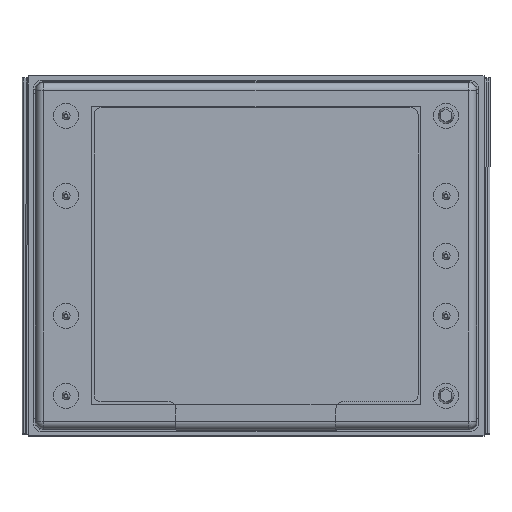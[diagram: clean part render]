
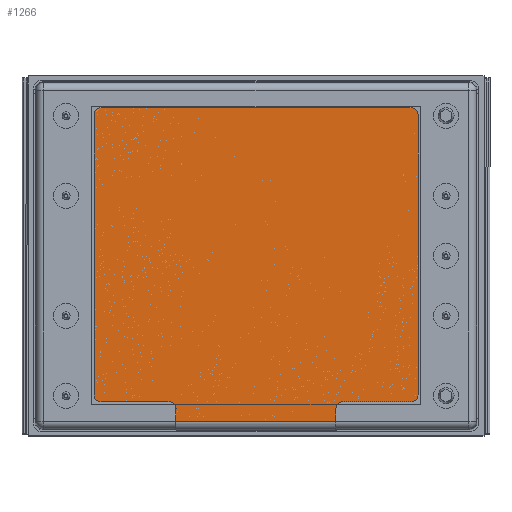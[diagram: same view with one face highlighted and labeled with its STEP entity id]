
A CAD part, top view. The second image highlights one B-rep face of the part: STEP entity #1266.
In plain terms, the highlighted planar face has unit normal (0, 0, 1).
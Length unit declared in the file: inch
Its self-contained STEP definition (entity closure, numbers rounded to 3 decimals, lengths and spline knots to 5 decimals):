
#1205 = ORIENTED_EDGE ( 'NONE', *, *, #1206, .F. ) ;
#1206 = EDGE_CURVE ( 'NONE', #1283, #1284, #7204, .T. ) ;
#1208 = VERTEX_POINT ( 'NONE', #7201 ) ;
#1220 = VERTEX_POINT ( 'NONE', #7220 ) ;
#1248 = EDGE_CURVE ( 'NONE', #1331, #1284, #7313, .T. ) ;
#1252 = EDGE_CURVE ( 'NONE', #1289, #1276, #7259, .T. ) ;
#1253 = EDGE_CURVE ( 'NONE', #1290, #1265, #7262, .T. ) ;
#1254 = EDGE_CURVE ( 'NONE', #1276, #1291, #7315, .T. ) ;
#1255 = VERTEX_POINT ( 'NONE', #7304 ) ;
#1256 = ORIENTED_EDGE ( 'NONE', *, *, #1253, .T. ) ;
#1257 = EDGE_CURVE ( 'NONE', #1291, #1290, #7300, .T. ) ;
#1258 = VERTEX_POINT ( 'NONE', #7295 ) ;
#1259 = ORIENTED_EDGE ( 'NONE', *, *, #1264, .T. ) ;
#1260 = ORIENTED_EDGE ( 'NONE', *, *, #1257, .T. ) ;
#1261 = ORIENTED_EDGE ( 'NONE', *, *, #1332, .T. ) ;
#1262 = VERTEX_POINT ( 'NONE', #7306 ) ;
#1263 = ORIENTED_EDGE ( 'NONE', *, *, #1330, .T. ) ;
#1264 = EDGE_CURVE ( 'NONE', #1265, #1255, #7314, .T. ) ;
#1265 = VERTEX_POINT ( 'NONE', #7092 ) ;
#1266 = ADVANCED_FACE ( 'NONE', ( #7097 ), #7331, .T. ) ;
#1267 = EDGE_CURVE ( 'NONE', #1283, #1220, #7328, .T. ) ;
#1268 = ORIENTED_EDGE ( 'NONE', *, *, #1277, .T. ) ;
#1269 = ORIENTED_EDGE ( 'NONE', *, *, #1274, .T. ) ;
#1270 = ORIENTED_EDGE ( 'NONE', *, *, #1267, .T. ) ;
#1271 = EDGE_CURVE ( 'NONE', #1220, #1208, #7322, .T. ) ;
#1272 = ORIENTED_EDGE ( 'NONE', *, *, #1252, .T. ) ;
#1273 = ORIENTED_EDGE ( 'NONE', *, *, #1271, .T. ) ;
#1274 = EDGE_CURVE ( 'NONE', #1208, #1278, #7363, .T. ) ;
#1275 = ORIENTED_EDGE ( 'NONE', *, *, #1254, .T. ) ;
#1276 = VERTEX_POINT ( 'NONE', #7367 ) ;
#1277 = EDGE_CURVE ( 'NONE', #1278, #1289, #7332, .T. ) ;
#1278 = VERTEX_POINT ( 'NONE', #7321 ) ;
#1283 = VERTEX_POINT ( 'NONE', #7349 ) ;
#1284 = VERTEX_POINT ( 'NONE', #7359 ) ;
#1288 = EDGE_LOOP ( 'NONE', ( #1205, #1270, #1273, #1269, #1268, #1272, #1275, #1260, #1256, #1259, #1263, #1261, #1329, #1333 ) ) ;
#1289 = VERTEX_POINT ( 'NONE', #7344 ) ;
#1290 = VERTEX_POINT ( 'NONE', #7354 ) ;
#1291 = VERTEX_POINT ( 'NONE', #7341 ) ;
#1329 = ORIENTED_EDGE ( 'NONE', *, *, #1334, .T. ) ;
#1330 = EDGE_CURVE ( 'NONE', #1255, #1258, #7490, .T. ) ;
#1331 = VERTEX_POINT ( 'NONE', #7506 ) ;
#1332 = EDGE_CURVE ( 'NONE', #1258, #1262, #7494, .T. ) ;
#1333 = ORIENTED_EDGE ( 'NONE', *, *, #1248, .T. ) ;
#1334 = EDGE_CURVE ( 'NONE', #1262, #1331, #7491, .T. ) ;
#7092 = CARTESIAN_POINT ( 'NONE',  ( -1.95, 0.70489, 0.52 ) ) ;
#7097 = FACE_OUTER_BOUND ( 'NONE', #1288, .T. ) ;
#7178 = VECTOR ( 'NONE', #7198, 39.37008 ) ;
#7198 = DIRECTION ( 'NONE',  ( -1., 0., 0. ) ) ;
#7201 = CARTESIAN_POINT ( 'NONE',  ( -0.705, -0.73011, 0.52 ) ) ;
#7203 = CARTESIAN_POINT ( 'NONE',  ( -0.365, -0.82673, 0.52 ) ) ;
#7204 = LINE ( 'NONE', #7203, #7178 ) ;
#7220 = CARTESIAN_POINT ( 'NONE',  ( -0.74, -0.76511, 0.52 ) ) ;
#7259 = LINE ( 'NONE', #7309, #7308 ) ;
#7262 = CIRCLE ( 'NONE', #7273, 0.035 ) ;
#7263 = CARTESIAN_POINT ( 'NONE',  ( -0.365, 0.70489, 0.52 ) ) ;
#7269 = CARTESIAN_POINT ( 'NONE',  ( -1.915, 0.70489, 0.52 ) ) ;
#7273 = AXIS2_PLACEMENT_3D ( 'NONE', #7269, #7303, #7302 ) ;
#7286 = DIRECTION ( 'NONE',  ( 0., -1., 0. ) ) ;
#7287 = VECTOR ( 'NONE', #7286, 39.37008 ) ;
#7288 = CARTESIAN_POINT ( 'NONE',  ( -1.95, -0.69511, 0.52 ) ) ;
#7292 = DIRECTION ( 'NONE',  ( -1., 0., 0. ) ) ;
#7293 = VECTOR ( 'NONE', #7292, 39.37008 ) ;
#7295 = CARTESIAN_POINT ( 'NONE',  ( -1.915, -0.73011, 0.52 ) ) ;
#7297 = DIRECTION ( 'NONE',  ( -1., 0., 0. ) ) ;
#7298 = DIRECTION ( 'NONE',  ( 0., 0., 1. ) ) ;
#7299 = CARTESIAN_POINT ( 'NONE',  ( -1.915, 0.73989, 0.52 ) ) ;
#7300 = LINE ( 'NONE', #7299, #7293 ) ;
#7302 = DIRECTION ( 'NONE',  ( -1., 0., 0. ) ) ;
#7303 = DIRECTION ( 'NONE',  ( 0., 0., 1. ) ) ;
#7304 = CARTESIAN_POINT ( 'NONE',  ( -1.95, -0.69511, 0.52 ) ) ;
#7305 = AXIS2_PLACEMENT_3D ( 'NONE', #7263, #7298, #7297 ) ;
#7306 = CARTESIAN_POINT ( 'NONE',  ( -1.575, -0.73011, 0.52 ) ) ;
#7307 = DIRECTION ( 'NONE',  ( 0., 1., 0. ) ) ;
#7308 = VECTOR ( 'NONE', #7307, 39.37008 ) ;
#7309 = CARTESIAN_POINT ( 'NONE',  ( -0.33, -0.69511, 0.52 ) ) ;
#7310 = DIRECTION ( 'NONE',  ( 0., -1., 0. ) ) ;
#7311 = VECTOR ( 'NONE', #7310, 39.37008 ) ;
#7312 = CARTESIAN_POINT ( 'NONE',  ( -1.54, -0.76511, 0.52 ) ) ;
#7313 = LINE ( 'NONE', #7312, #7311 ) ;
#7314 = LINE ( 'NONE', #7288, #7287 ) ;
#7315 = CIRCLE ( 'NONE', #7305, 0.035 ) ;
#7317 = DIRECTION ( 'NONE',  ( 0., 0., -1. ) ) ;
#7318 = CARTESIAN_POINT ( 'NONE',  ( -0.705, -0.76511, 0.52 ) ) ;
#7319 = DIRECTION ( 'NONE',  ( 0., 1., 0. ) ) ;
#7320 = VECTOR ( 'NONE', #7319, 39.37008 ) ;
#7321 = CARTESIAN_POINT ( 'NONE',  ( -0.365, -0.73011, 0.52 ) ) ;
#7322 = CIRCLE ( 'NONE', #7327, 0.035 ) ;
#7323 = DIRECTION ( 'NONE',  ( 1., 0., 0. ) ) ;
#7324 = DIRECTION ( 'NONE',  ( 0., 0., 1. ) ) ;
#7325 = CARTESIAN_POINT ( 'NONE',  ( -0.365, -0.69511, 0.52 ) ) ;
#7326 = AXIS2_PLACEMENT_3D ( 'NONE', #7325, #7324, #7323 ) ;
#7327 = AXIS2_PLACEMENT_3D ( 'NONE', #7318, #7317, #7364 ) ;
#7328 = LINE ( 'NONE', #7329, #7320 ) ;
#7329 = CARTESIAN_POINT ( 'NONE',  ( -0.74, -1.09511, 0.52 ) ) ;
#7331 = PLANE ( 'NONE',  #7326 ) ;
#7332 = CIRCLE ( 'NONE', #7366, 0.035 ) ;
#7341 = CARTESIAN_POINT ( 'NONE',  ( -0.365, 0.73989, 0.52 ) ) ;
#7344 = CARTESIAN_POINT ( 'NONE',  ( -0.33, -0.69511, 0.52 ) ) ;
#7349 = CARTESIAN_POINT ( 'NONE',  ( -0.74, -0.82673, 0.52 ) ) ;
#7354 = CARTESIAN_POINT ( 'NONE',  ( -1.915, 0.73989, 0.52 ) ) ;
#7355 = DIRECTION ( 'NONE',  ( 1., 0., 0. ) ) ;
#7356 = DIRECTION ( 'NONE',  ( 0., 0., 1. ) ) ;
#7357 = CARTESIAN_POINT ( 'NONE',  ( -0.365, -0.69511, 0.52 ) ) ;
#7359 = CARTESIAN_POINT ( 'NONE',  ( -1.54, -0.82673, 0.52 ) ) ;
#7361 = DIRECTION ( 'NONE',  ( 1., 0., 0. ) ) ;
#7362 = CARTESIAN_POINT ( 'NONE',  ( -0.705, -0.73011, 0.52 ) ) ;
#7363 = LINE ( 'NONE', #7362, #7365 ) ;
#7364 = DIRECTION ( 'NONE',  ( -1., 0., 0. ) ) ;
#7365 = VECTOR ( 'NONE', #7361, 39.37008 ) ;
#7366 = AXIS2_PLACEMENT_3D ( 'NONE', #7357, #7356, #7355 ) ;
#7367 = CARTESIAN_POINT ( 'NONE',  ( -0.33, 0.70489, 0.52 ) ) ;
#7461 = DIRECTION ( 'NONE',  ( 0., 0., 1. ) ) ;
#7480 = AXIS2_PLACEMENT_3D ( 'NONE', #7487, #7492, #7550 ) ;
#7484 = DIRECTION ( 'NONE',  ( 1., 0., 0. ) ) ;
#7485 = VECTOR ( 'NONE', #7484, 39.37008 ) ;
#7487 = CARTESIAN_POINT ( 'NONE',  ( -1.575, -0.76511, 0.52 ) ) ;
#7488 = DIRECTION ( 'NONE',  ( -1., 0., 0. ) ) ;
#7489 = AXIS2_PLACEMENT_3D ( 'NONE', #7498, #7461, #7488 ) ;
#7490 = CIRCLE ( 'NONE', #7489, 0.035 ) ;
#7491 = CIRCLE ( 'NONE', #7480, 0.035 ) ;
#7492 = DIRECTION ( 'NONE',  ( 0., 0., -1. ) ) ;
#7493 = CARTESIAN_POINT ( 'NONE',  ( -1.915, -0.73011, 0.52 ) ) ;
#7494 = LINE ( 'NONE', #7493, #7485 ) ;
#7498 = CARTESIAN_POINT ( 'NONE',  ( -1.915, -0.69511, 0.52 ) ) ;
#7506 = CARTESIAN_POINT ( 'NONE',  ( -1.54, -0.76511, 0.52 ) ) ;
#7550 = DIRECTION ( 'NONE',  ( 1., 0., 0. ) ) ;
